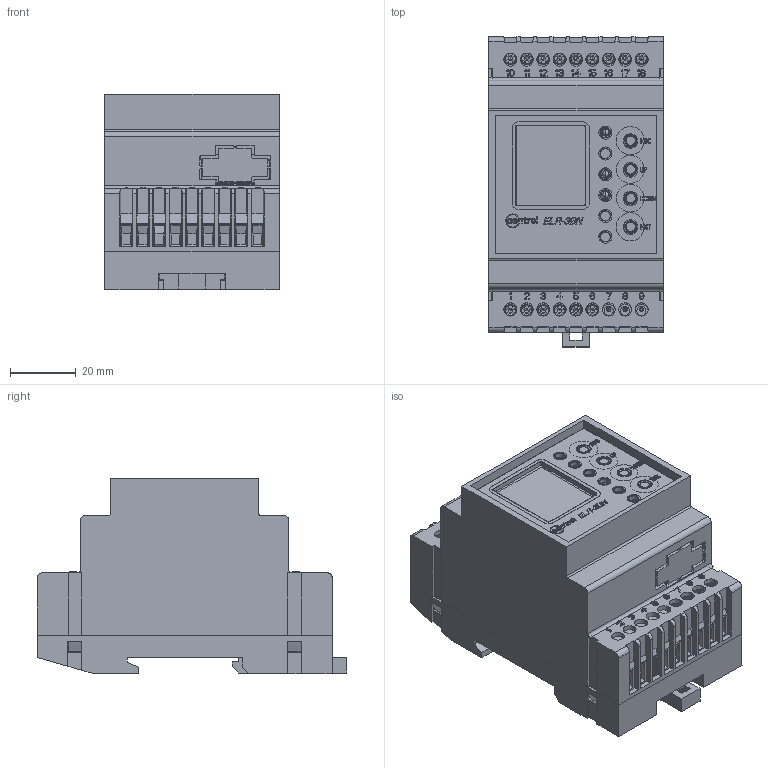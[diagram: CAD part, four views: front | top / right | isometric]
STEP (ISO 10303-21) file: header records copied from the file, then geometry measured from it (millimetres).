
FILE_DESCRIPTION(/* description */ (''),/* implementation_level */ '2;1');
FILE_NAME(/* name */ 'FILE_STP_CAD_DRAWING_3D_RM2DB230_prt.stp',/* time_stamp */ '2024-04-22T08:42:16+02:00',/* author */ (''),/* organization */ (''),/* preprocessor_version */ 'ST-DEVELOPER v16.7',/* originating_system */ 'SIEMENS PLM Software NX 12.0',/* authorisation */ '');
FILE_SCHEMA (('AUTOMOTIVE_DESIGN { 1 0 10303 214 3 1 1 1 }'));
Products named in the file (1): 3D_RM2DB230
Bounding box: 53.2 x 94.5 x 59.7 mm (x, y, z)
Surface area: 45317.2 mm2 (no closed solid volume)
Topology: 0 solids, 98 shells, 1501 faces, 7903 edges, 6318 vertices
Faces by surface type: plane 1183, cylinder 221, cone 48, torus 35, bspline 8, sphere 6
Entity records: 81998 total; most frequent: CARTESIAN_POINT 20867, DIRECTION 11615, ORIENTED_EDGE 10882, EDGE_CURVE 7897, LINE 6547, VECTOR 6547, VERTEX_POINT 6317, AXIS2_PLACEMENT_3D 2534
